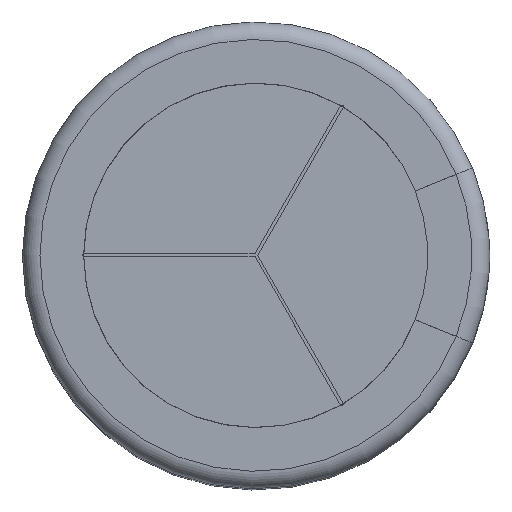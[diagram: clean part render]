
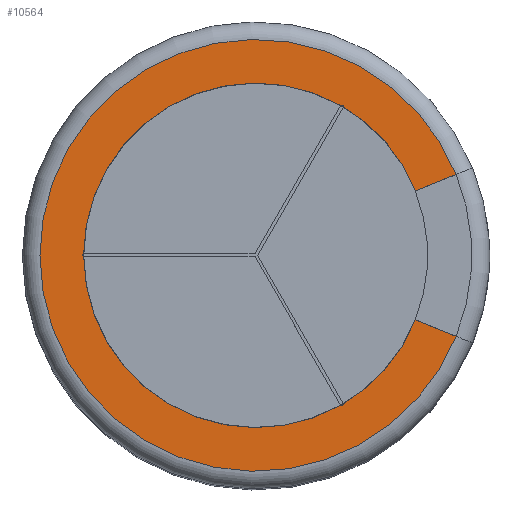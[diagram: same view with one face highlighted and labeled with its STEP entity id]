
A CAD part, top view. The second image highlights one B-rep face of the part: STEP entity #10564.
In plain terms, the highlighted planar face has unit normal (0, 0, 1).
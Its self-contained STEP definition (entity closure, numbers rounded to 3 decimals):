
#143 = LINE ( 'NONE', #3565, #2247 ) ;
#301 = EDGE_CURVE ( 'NONE', #8776, #7294, #2474, .T. ) ;
#674 = VECTOR ( 'NONE', #8129, 1000. ) ;
#882 = ORIENTED_EDGE ( 'NONE', *, *, #4337, .T. ) ;
#1468 = EDGE_CURVE ( 'NONE', #5195, #7294, #7190, .T. ) ;
#1590 = DIRECTION ( 'NONE',  ( 1., 0., 0. ) ) ;
#1674 = DIRECTION ( 'NONE',  ( -1., 0., 0. ) ) ;
#2247 = VECTOR ( 'NONE', #2797, 1000. ) ;
#2474 = CIRCLE ( 'NONE', #10378, 7.4 ) ;
#2617 = CIRCLE ( 'NONE', #4580, 5.9 ) ;
#2797 = DIRECTION ( 'NONE',  ( 0.927, -0.375, 0. ) ) ;
#2999 = CARTESIAN_POINT ( 'NONE',  ( 5.072, 2.049, 3.39 ) ) ;
#3018 = FACE_OUTER_BOUND ( 'NONE', #8947, .T. ) ;
#3150 = DIRECTION ( 'NONE',  ( 0., 0., -1. ) ) ;
#3565 = CARTESIAN_POINT ( 'NONE',  ( 5.072, -2.049, 3.39 ) ) ;
#4203 = ORIENTED_EDGE ( 'NONE', *, *, #301, .F. ) ;
#4337 = EDGE_CURVE ( 'NONE', #5793, #5195, #2617, .T. ) ;
#4580 = AXIS2_PLACEMENT_3D ( 'NONE', #7950, #8061, #8799 ) ;
#5103 = ORIENTED_EDGE ( 'NONE', *, *, #1468, .T. ) ;
#5195 = VERTEX_POINT ( 'NONE', #9603 ) ;
#5793 = VERTEX_POINT ( 'NONE', #8995 ) ;
#5858 = CARTESIAN_POINT ( 'NONE',  ( 0., 0., 3.39 ) ) ;
#6232 = ORIENTED_EDGE ( 'NONE', *, *, #10701, .F. ) ;
#6887 = CARTESIAN_POINT ( 'NONE',  ( 6.861, -2.772, 3.39 ) ) ;
#6990 = CARTESIAN_POINT ( 'NONE',  ( 6.861, 2.772, 3.39 ) ) ;
#7190 = LINE ( 'NONE', #2999, #674 ) ;
#7294 = VERTEX_POINT ( 'NONE', #6990 ) ;
#7950 = CARTESIAN_POINT ( 'NONE',  ( 0., 0., 3.39 ) ) ;
#8061 = DIRECTION ( 'NONE',  ( 0., 0., -1. ) ) ;
#8129 = DIRECTION ( 'NONE',  ( 0.927, 0.375, 0. ) ) ;
#8142 = AXIS2_PLACEMENT_3D ( 'NONE', #10118, #10285, #1674 ) ;
#8776 = VERTEX_POINT ( 'NONE', #6887 ) ;
#8799 = DIRECTION ( 'NONE',  ( 1., 0., 0. ) ) ;
#8947 = EDGE_LOOP ( 'NONE', ( #6232, #882, #5103, #4203 ) ) ;
#8995 = CARTESIAN_POINT ( 'NONE',  ( 5.47, -2.21, 3.39 ) ) ;
#9603 = CARTESIAN_POINT ( 'NONE',  ( 5.47, 2.21, 3.39 ) ) ;
#9905 = PLANE ( 'NONE',  #8142 ) ;
#10118 = CARTESIAN_POINT ( 'NONE',  ( 5.9, 0., 3.39 ) ) ;
#10285 = DIRECTION ( 'NONE',  ( 0., 0., 1. ) ) ;
#10378 = AXIS2_PLACEMENT_3D ( 'NONE', #5858, #3150, #1590 ) ;
#10564 = ADVANCED_FACE ( 'NONE', ( #3018 ), #9905, .T. ) ;
#10701 = EDGE_CURVE ( 'NONE', #5793, #8776, #143, .T. ) ;
